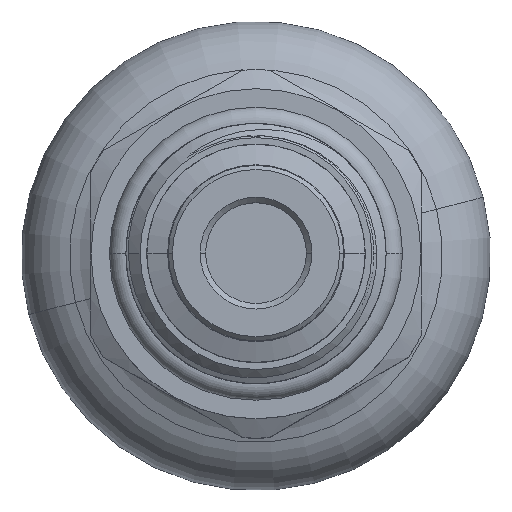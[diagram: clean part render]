
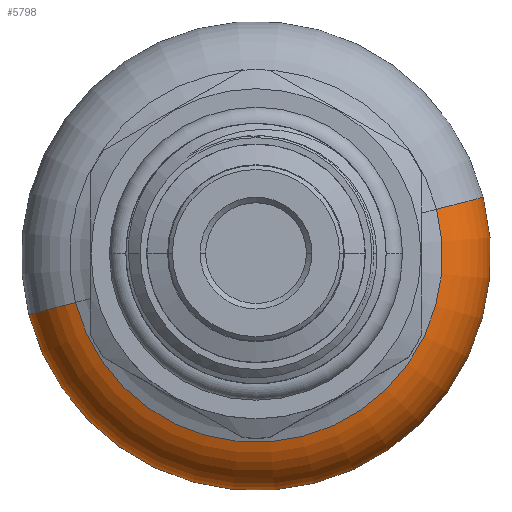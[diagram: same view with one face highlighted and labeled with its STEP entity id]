
A CAD part, top view. The second image highlights one B-rep face of the part: STEP entity #5798.
In plain terms, the highlighted toroidal (fillet/blend) face has major radius 12 mm and minor radius 5 mm.
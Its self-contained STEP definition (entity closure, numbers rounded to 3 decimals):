
#653 = DIRECTION ( 'NONE',  ( 0., 0., 1. ) ) ;
#823 = AXIS2_PLACEMENT_3D ( 'NONE', #3179, #653, #8327 ) ;
#1088 = ORIENTED_EDGE ( 'NONE', *, *, #7128, .T. ) ;
#1487 = VERTEX_POINT ( 'NONE', #4465 ) ;
#2057 = CARTESIAN_POINT ( 'NONE',  ( 11.619, -3.93, -87.267 ) ) ;
#2487 = CIRCLE ( 'NONE', #12000, 14.541 ) ;
#3008 = CIRCLE ( 'NONE', #6856, 5. ) ;
#3046 = EDGE_CURVE ( 'NONE', #1487, #10670, #2487, .T. ) ;
#3179 = CARTESIAN_POINT ( 'NONE',  ( 0., -6.929, -87.267 ) ) ;
#4240 = DIRECTION ( 'NONE',  ( -0.25, 0.968, 0. ) ) ;
#4465 = CARTESIAN_POINT ( 'NONE',  ( -14.08, -10.562, -91.573 ) ) ;
#4606 = AXIS2_PLACEMENT_3D ( 'NONE', #16602, #15316, #5104 ) ;
#5104 = DIRECTION ( 'NONE',  ( -0.968, -0.25, 0. ) ) ;
#5798 = ADVANCED_FACE ( 'NONE', ( #9662 ), #6850, .T. ) ;
#5866 = ORIENTED_EDGE ( 'NONE', *, *, #9327, .F. ) ;
#6850 = TOROIDAL_SURFACE ( 'NONE', #823, 12., 5. ) ;
#6856 = AXIS2_PLACEMENT_3D ( 'NONE', #14460, #4240, #14511 ) ;
#7128 = EDGE_CURVE ( 'NONE', #10670, #9239, #12697, .T. ) ;
#7397 = EDGE_LOOP ( 'NONE', ( #15084, #1088, #5866, #8687 ) ) ;
#8327 = DIRECTION ( 'NONE',  ( -0.968, -0.25, 0. ) ) ;
#8687 = ORIENTED_EDGE ( 'NONE', *, *, #10455, .F. ) ;
#9044 = CARTESIAN_POINT ( 'NONE',  ( 0., -6.929, -91.573 ) ) ;
#9239 = VERTEX_POINT ( 'NONE', #13823 ) ;
#9327 = EDGE_CURVE ( 'NONE', #11634, #9239, #16679, .T. ) ;
#9380 = DIRECTION ( 'NONE',  ( 0., 0., 1. ) ) ;
#9662 = FACE_OUTER_BOUND ( 'NONE', #7397, .T. ) ;
#10243 = CARTESIAN_POINT ( 'NONE',  ( 14.08, -3.295, -91.573 ) ) ;
#10452 = DIRECTION ( 'NONE',  ( -0.968, -0.25, 0. ) ) ;
#10455 = EDGE_CURVE ( 'NONE', #1487, #11634, #3008, .T. ) ;
#10670 = VERTEX_POINT ( 'NONE', #10243 ) ;
#11634 = VERTEX_POINT ( 'NONE', #16557 ) ;
#12000 = AXIS2_PLACEMENT_3D ( 'NONE', #9044, #9380, #10452 ) ;
#12349 = DIRECTION ( 'NONE',  ( 0.968, 0.25, 0. ) ) ;
#12697 = CIRCLE ( 'NONE', #13133, 5. ) ;
#13133 = AXIS2_PLACEMENT_3D ( 'NONE', #2057, #13721, #12349 ) ;
#13721 = DIRECTION ( 'NONE',  ( 0.25, -0.968, 0. ) ) ;
#13823 = CARTESIAN_POINT ( 'NONE',  ( 13.072, -3.555, -82.497 ) ) ;
#14460 = CARTESIAN_POINT ( 'NONE',  ( -11.619, -9.927, -87.267 ) ) ;
#14511 = DIRECTION ( 'NONE',  ( -0.968, -0.25, 0. ) ) ;
#15084 = ORIENTED_EDGE ( 'NONE', *, *, #3046, .T. ) ;
#15316 = DIRECTION ( 'NONE',  ( 0., 0., 1. ) ) ;
#16557 = CARTESIAN_POINT ( 'NONE',  ( -13.072, -10.302, -82.497 ) ) ;
#16602 = CARTESIAN_POINT ( 'NONE',  ( 0., -6.929, -82.497 ) ) ;
#16679 = CIRCLE ( 'NONE', #4606, 13.5 ) ;
